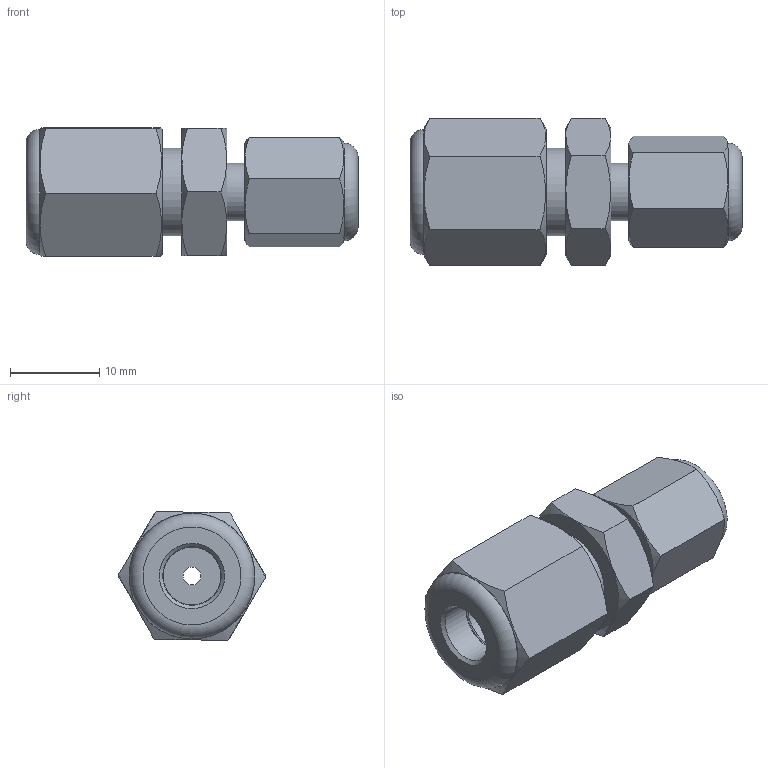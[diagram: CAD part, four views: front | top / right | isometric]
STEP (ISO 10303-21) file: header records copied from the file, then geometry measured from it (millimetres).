
FILE_DESCRIPTION((''),'2;1');
FILE_NAME('305142-ERU42L External reducing union.stp','2013-08-23T10:51:32',('Franzp'),(''),'Autodesk Inventor 2013','Autodesk Inventor 2013','');
FILE_SCHEMA(('AUTOMOTIVE_DESIGN { 1 0 10303 214 1 1 1 1 }'));
Length unit declared in the file: millimetre
Products named in the file (1): 305142_Shrinkwrap_1
Bounding box: 37.15 x 16.5 x 14.42 mm (x, y, z)
Surface area: 2473.8 mm2 (no closed solid volume)
Topology: 0 solids, 11 shells, 46 faces, 129 edges, 87 vertices
Faces by surface type: plane 28, cone 11, cylinder 5, torus 2
Full cylindrical faces by diameter (mm): 3.3 x1, 6.452 x1, 6.46 x1, 6.55 x1, 9.77 x1
Entity records: 1453 total; most frequent: CARTESIAN_POINT 311, DIRECTION 214, ORIENTED_EDGE 170, EDGE_CURVE 108, AXIS2_PLACEMENT_3D 95, VERTEX_POINT 84, EDGE_LOOP 74, CIRCLE 48
